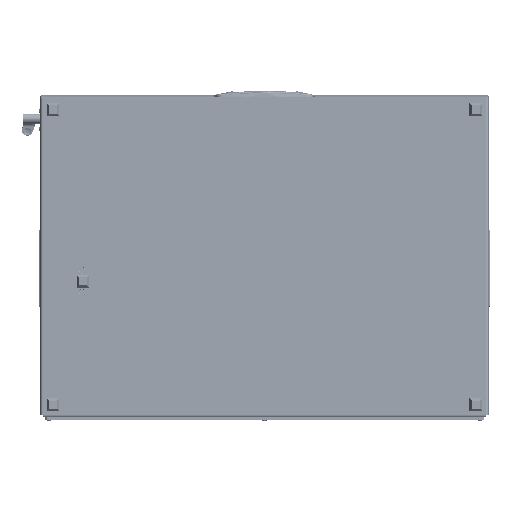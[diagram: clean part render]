
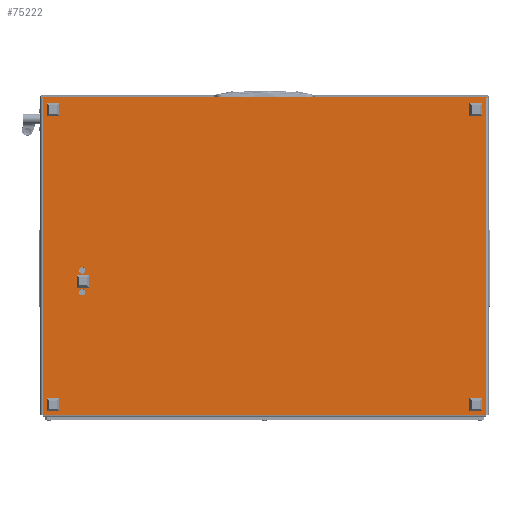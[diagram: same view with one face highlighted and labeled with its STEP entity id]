
A CAD part, front view. The second image highlights one B-rep face of the part: STEP entity #75222.
In plain terms, the highlighted face is planar.
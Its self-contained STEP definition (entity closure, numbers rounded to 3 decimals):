
#212 = PLANE ( 'NONE',  #20638 ) ;
#578 = CARTESIAN_POINT ( 'NONE',  ( 0., 708., 0. ) ) ;
#944 = VERTEX_POINT ( 'NONE', #120908 ) ;
#1708 = VERTEX_POINT ( 'NONE', #78364 ) ;
#2159 = ORIENTED_EDGE ( 'NONE', *, *, #71316, .T. ) ;
#2193 = EDGE_CURVE ( 'NONE', #1708, #4586, #87871, .T. ) ;
#4351 = CARTESIAN_POINT ( 'NONE',  ( 310., 645., 0. ) ) ;
#4586 = VERTEX_POINT ( 'NONE', #108206 ) ;
#5467 = VERTEX_POINT ( 'NONE', #64277 ) ;
#5564 = LINE ( 'NONE', #27820, #96280 ) ;
#8168 = CARTESIAN_POINT ( 'NONE',  ( 315.2, 645., 0. ) ) ;
#8401 = LINE ( 'NONE', #59996, #46900 ) ;
#9570 = DIRECTION ( 'NONE',  ( 0., 0., -1. ) ) ;
#11142 = EDGE_CURVE ( 'NONE', #23448, #117219, #8401, .T. ) ;
#11768 = VECTOR ( 'NONE', #93846, 1000. ) ;
#12776 = VERTEX_POINT ( 'NONE', #8168 ) ;
#12819 = ORIENTED_EDGE ( 'NONE', *, *, #116186, .F. ) ;
#13245 = CARTESIAN_POINT ( 'NONE',  ( 0., 0., 0. ) ) ;
#14192 = DIRECTION ( 'NONE',  ( 0., 0., -1. ) ) ;
#14685 = DIRECTION ( 'NONE',  ( -1., 0., 0. ) ) ;
#15796 = EDGE_CURVE ( 'NONE', #5467, #4586, #65057, .T. ) ;
#18308 = EDGE_LOOP ( 'NONE', ( #52495, #68460 ) ) ;
#18640 = CARTESIAN_POINT ( 'NONE',  ( 0., 708., 0. ) ) ;
#19065 = CARTESIAN_POINT ( 'NONE',  ( 310., 645., 0. ) ) ;
#19159 = ORIENTED_EDGE ( 'NONE', *, *, #121444, .T. ) ;
#19937 = DIRECTION ( 'NONE',  ( -1., 0., 0. ) ) ;
#20638 = AXIS2_PLACEMENT_3D ( 'NONE', #18640, #9570, #19937 ) ;
#20645 = EDGE_LOOP ( 'NONE', ( #66220, #2159, #19159, #31346, #88864, #37933, #58457, #92135 ) ) ;
#21844 = FACE_OUTER_BOUND ( 'NONE', #20645, .T. ) ;
#23448 = VERTEX_POINT ( 'NONE', #52101 ) ;
#24643 = DIRECTION ( 'NONE',  ( 0., 0., -1. ) ) ;
#24836 = CARTESIAN_POINT ( 'NONE',  ( 506., 708., 0. ) ) ;
#25445 = CARTESIAN_POINT ( 'NONE',  ( 275., 645., 0. ) ) ;
#26171 = VECTOR ( 'NONE', #67982, 1000. ) ;
#27820 = CARTESIAN_POINT ( 'NONE',  ( 0., -4., 0. ) ) ;
#28095 = DIRECTION ( 'NONE',  ( -1., 0., 0. ) ) ;
#31346 = ORIENTED_EDGE ( 'NONE', *, *, #11142, .T. ) ;
#34255 = EDGE_CURVE ( 'NONE', #5467, #944, #53885, .T. ) ;
#36499 = LINE ( 'NONE', #42400, #11768 ) ;
#36786 = VERTEX_POINT ( 'NONE', #83606 ) ;
#37933 = ORIENTED_EDGE ( 'NONE', *, *, #34255, .F. ) ;
#42400 = CARTESIAN_POINT ( 'NONE',  ( 0., -4., 0. ) ) ;
#42538 = CARTESIAN_POINT ( 'NONE',  ( 280.2, 645., 0. ) ) ;
#42680 = DIRECTION ( 'NONE',  ( -1., 0., 0. ) ) ;
#46900 = VECTOR ( 'NONE', #99039, 1000. ) ;
#47192 = ORIENTED_EDGE ( 'NONE', *, *, #121442, .F. ) ;
#51446 = VERTEX_POINT ( 'NONE', #75808 ) ;
#52101 = CARTESIAN_POINT ( 'NONE',  ( -2., 710., 0. ) ) ;
#52495 = ORIENTED_EDGE ( 'NONE', *, *, #68661, .F. ) ;
#53885 = LINE ( 'NONE', #578, #26171 ) ;
#57262 = DIRECTION ( 'NONE',  ( 0., 0., -1. ) ) ;
#57692 = CARTESIAN_POINT ( 'NONE',  ( -2., -4., 0. ) ) ;
#58457 = ORIENTED_EDGE ( 'NONE', *, *, #15796, .T. ) ;
#59996 = CARTESIAN_POINT ( 'NONE',  ( 0., 710., 0. ) ) ;
#60530 = VECTOR ( 'NONE', #67135, 1000. ) ;
#61467 = VERTEX_POINT ( 'NONE', #118617 ) ;
#64277 = CARTESIAN_POINT ( 'NONE',  ( 506., 708., 0. ) ) ;
#65057 = LINE ( 'NONE', #24836, #118708 ) ;
#66019 = VERTEX_POINT ( 'NONE', #42538 ) ;
#66220 = ORIENTED_EDGE ( 'NONE', *, *, #67995, .F. ) ;
#66513 = CIRCLE ( 'NONE', #87874, 5.2 ) ;
#67135 = DIRECTION ( 'NONE',  ( 0., 1., 0. ) ) ;
#67982 = DIRECTION ( 'NONE',  ( -1., 0., 0. ) ) ;
#67995 = EDGE_CURVE ( 'NONE', #61467, #1708, #36499, .T. ) ;
#68460 = ORIENTED_EDGE ( 'NONE', *, *, #113874, .F. ) ;
#68661 = EDGE_CURVE ( 'NONE', #125191, #66019, #108327, .T. ) ;
#69508 = VECTOR ( 'NONE', #109771, 1000. ) ;
#71316 = EDGE_CURVE ( 'NONE', #61467, #51446, #93911, .T. ) ;
#75222 = ADVANCED_FACE ( 'NONE', ( #77178, #104768, #21844 ), #212, .T. ) ;
#75808 = CARTESIAN_POINT ( 'NONE',  ( -2., -2., 0. ) ) ;
#75965 = CIRCLE ( 'NONE', #110074, 5.2 ) ;
#76109 = DIRECTION ( 'NONE',  ( 0., 0., -1. ) ) ;
#77178 = FACE_BOUND ( 'NONE', #18308, .T. ) ;
#78288 = CARTESIAN_POINT ( 'NONE',  ( 269.8, 645., 0. ) ) ;
#78364 = CARTESIAN_POINT ( 'NONE',  ( 0., 0., 0. ) ) ;
#82198 = CARTESIAN_POINT ( 'NONE',  ( 0., 710., 0. ) ) ;
#83087 = VECTOR ( 'NONE', #117893, 1000. ) ;
#83606 = CARTESIAN_POINT ( 'NONE',  ( 304.8, 645., 0. ) ) ;
#83607 = EDGE_CURVE ( 'NONE', #944, #117219, #5564, .T. ) ;
#86200 = DIRECTION ( 'NONE',  ( 0., 1., 0. ) ) ;
#87871 = LINE ( 'NONE', #13245, #69508 ) ;
#87874 = AXIS2_PLACEMENT_3D ( 'NONE', #92909, #24643, #14685 ) ;
#88855 = CIRCLE ( 'NONE', #93871, 5.2 ) ;
#88864 = ORIENTED_EDGE ( 'NONE', *, *, #83607, .F. ) ;
#92135 = ORIENTED_EDGE ( 'NONE', *, *, #2193, .F. ) ;
#92909 = CARTESIAN_POINT ( 'NONE',  ( 275., 645., 0. ) ) ;
#93846 = DIRECTION ( 'NONE',  ( 0., 1., 0. ) ) ;
#93871 = AXIS2_PLACEMENT_3D ( 'NONE', #4351, #14192, #42680 ) ;
#93911 = LINE ( 'NONE', #99121, #83087 ) ;
#94780 = DIRECTION ( 'NONE',  ( 0., -1., 0. ) ) ;
#96280 = VECTOR ( 'NONE', #86200, 1000. ) ;
#99039 = DIRECTION ( 'NONE',  ( 1., 0., 0. ) ) ;
#99121 = CARTESIAN_POINT ( 'NONE',  ( 0., -2., 0. ) ) ;
#104768 = FACE_BOUND ( 'NONE', #116677, .T. ) ;
#107035 = AXIS2_PLACEMENT_3D ( 'NONE', #25445, #76109, #114138 ) ;
#108206 = CARTESIAN_POINT ( 'NONE',  ( 506., 0., 0. ) ) ;
#108327 = CIRCLE ( 'NONE', #107035, 5.2 ) ;
#109771 = DIRECTION ( 'NONE',  ( 1., 0., 0. ) ) ;
#110074 = AXIS2_PLACEMENT_3D ( 'NONE', #19065, #57262, #28095 ) ;
#113874 = EDGE_CURVE ( 'NONE', #66019, #125191, #66513, .T. ) ;
#114138 = DIRECTION ( 'NONE',  ( -1., 0., 0. ) ) ;
#115660 = LINE ( 'NONE', #57692, #60530 ) ;
#116186 = EDGE_CURVE ( 'NONE', #36786, #12776, #88855, .T. ) ;
#116677 = EDGE_LOOP ( 'NONE', ( #12819, #47192 ) ) ;
#117219 = VERTEX_POINT ( 'NONE', #82198 ) ;
#117893 = DIRECTION ( 'NONE',  ( -1., 0., 0. ) ) ;
#118617 = CARTESIAN_POINT ( 'NONE',  ( 0., -2., 0. ) ) ;
#118708 = VECTOR ( 'NONE', #94780, 1000. ) ;
#120908 = CARTESIAN_POINT ( 'NONE',  ( 0., 708., 0. ) ) ;
#121442 = EDGE_CURVE ( 'NONE', #12776, #36786, #75965, .T. ) ;
#121444 = EDGE_CURVE ( 'NONE', #51446, #23448, #115660, .T. ) ;
#125191 = VERTEX_POINT ( 'NONE', #78288 ) ;
